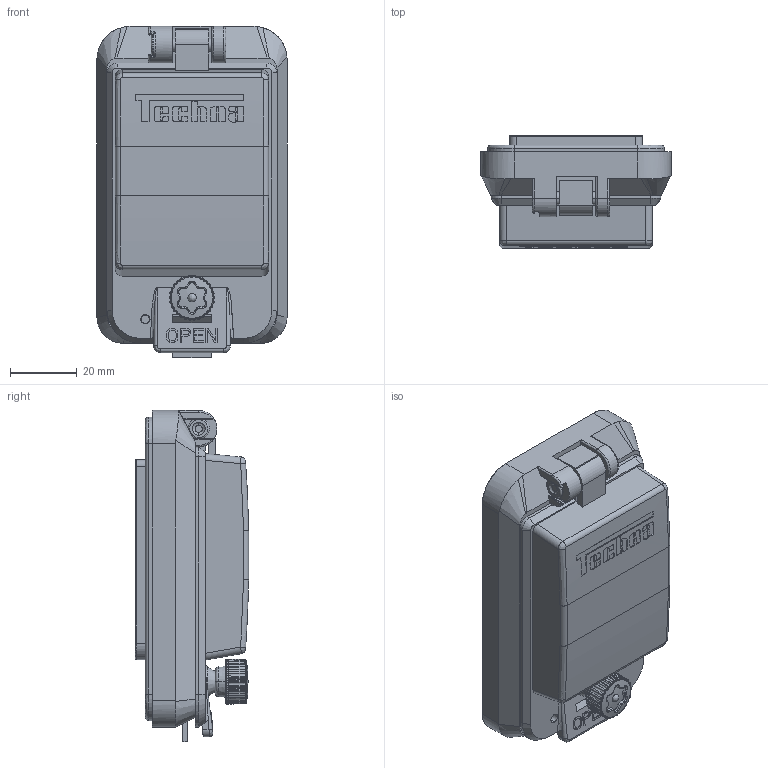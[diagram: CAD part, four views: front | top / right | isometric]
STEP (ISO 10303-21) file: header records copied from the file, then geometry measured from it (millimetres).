
FILE_DESCRIPTION (( 'STEP AP214' ), '1' );
FILE_NAME ('WinTec02.STEP', '2023-03-21T09:37:17', ( '' ), ( '' ), 'SwSTEP 2.0', 'SolidWorks 2023', '' );
FILE_SCHEMA (( 'AUTOMOTIVE_DESIGN' ));
Length unit declared in the file: millimetre
Products named in the file (6): XIAODING_1; 02-1; JIAOTIAO02; WinTec02; 02-2; LUOSHUAN_2
Assembly tree (5 placements, depth 2):
  WinTec02
    02-2
    02-1
    LUOSHUAN_2
    XIAODING_1
    JIAOTIAO02
Bounding box: 57.1 x 34 x 99.5 mm (x, y, z)
Volume: 47436.7 mm3; surface area: 49418.3 mm2
Topology: 4 solids, 6 shells, 1155 faces, 3028 edges, 1919 vertices
Faces by surface type: plane 474, bspline 267, cylinder 247, cone 167
Entity records: 45947 total; most frequent: CARTESIAN_POINT 20674, ORIENTED_EDGE 6040, DIRECTION 4094, EDGE_CURVE 3028, VERTEX_POINT 1919, LINE 1504, VECTOR 1504, AXIS2_PLACEMENT_3D 1295
